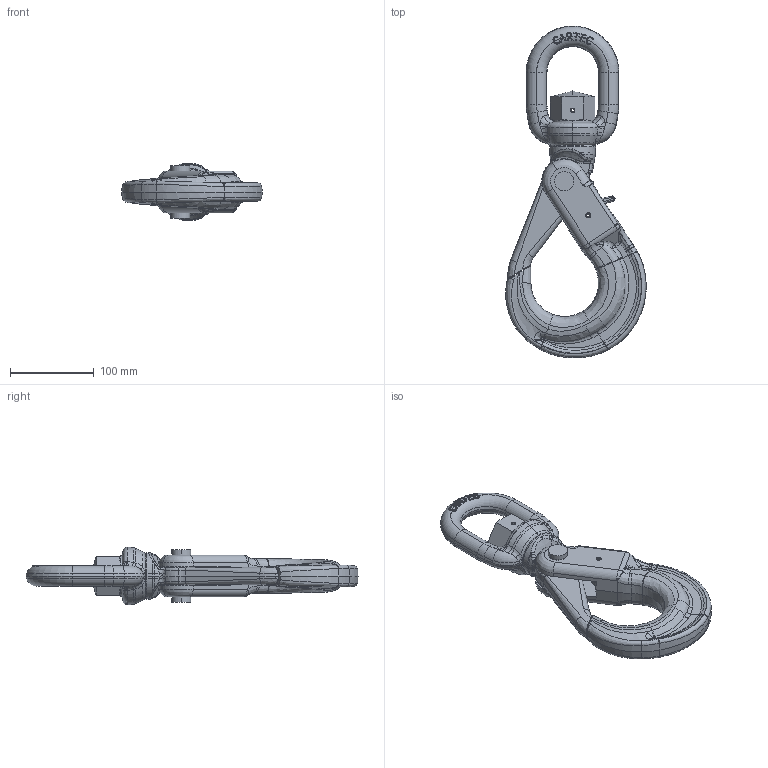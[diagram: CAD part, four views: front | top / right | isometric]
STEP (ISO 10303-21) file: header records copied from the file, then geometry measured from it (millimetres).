
FILE_DESCRIPTION(('STEP AP214'),'1');
FILE_NAME('crg_16.stp','2018-01-24T07:13:27',('TraceParts'),('TraceParts S.A.'),'Spatial InterOp 3D',' ',' ');
FILE_SCHEMA(('automotive_design'));
Length unit declared in the file: millimetre
Products named in the file (10): crg_16_1; crg_16_2; crg_16_3; crg_16_4; crg_16_5; crg_16_6; crg_16_7; crg_16_8; crg_16_9; crg_16_10
Bounding box: 167.78 x 396.29 x 69 mm (x, y, z)
Volume: 983739.9 mm3; surface area: 158411.6 mm2
Topology: 10 solids, 10 shells, 901 faces, 2301 edges, 1386 vertices
Faces by surface type: bspline 415, plane 188, cylinder 140, torus 89, cone 66, sphere 3
Entity records: 51581 total; most frequent: CARTESIAN_POINT 25014, ORIENTED_EDGE 4538, DIRECTION 3318, EDGE_CURVE 2269, VERTEX_POINT 1386, AXIS2_PLACEMENT_3D 1380, EDGE_LOOP 929, STYLED_ITEM 911
